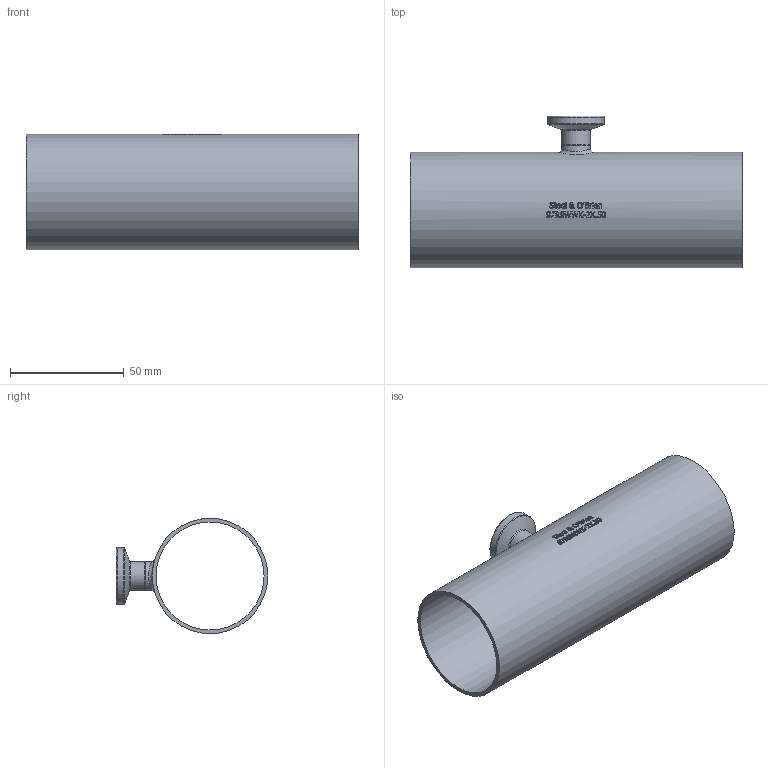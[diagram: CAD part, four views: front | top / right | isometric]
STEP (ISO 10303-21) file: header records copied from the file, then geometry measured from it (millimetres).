
FILE_DESCRIPTION(/* description */ (''),/* implementation_level */ '2;1');
FILE_NAME(/* name */ 'S7RSWWK-2X.50.stp',/* time_stamp */ '2018-11-29T14:56:50-05:00',/* author */ ('ken'),/* organization */ (''),/* preprocessor_version */ 'ST-DEVELOPER v15.2',/* originating_system */ 'Autodesk Inventor 2014',/* authorisation */ '');
FILE_SCHEMA (('AUTOMOTIVE_DESIGN { 1 0 10303 214 3 1 1 }'));
Length unit declared in the file: inch
Products named in the file (1): S7RSWWK-2X.50
Bounding box: 146.05 x 66.67 x 50.8 mm (x, y, z)
Volume: 39360.4 mm3; surface area: 47596.2 mm2
Topology: 1 solids, 1 shells, 431 faces, 1159 edges, 770 vertices
Faces by surface type: bspline 195, plane 183, cylinder 45, torus 6, cone 2
Full cylindrical faces by diameter (mm): 9.398 x2, 12.7 x2, 21.895 x1, 24.994 x1, 47.498 x1, 50.8 x1
Entity records: 17291 total; most frequent: CARTESIAN_POINT 7609, ORIENTED_EDGE 2276, DIRECTION 1437, EDGE_CURVE 1138, VERTEX_POINT 766, LINE 531, VECTOR 531, EDGE_LOOP 492
